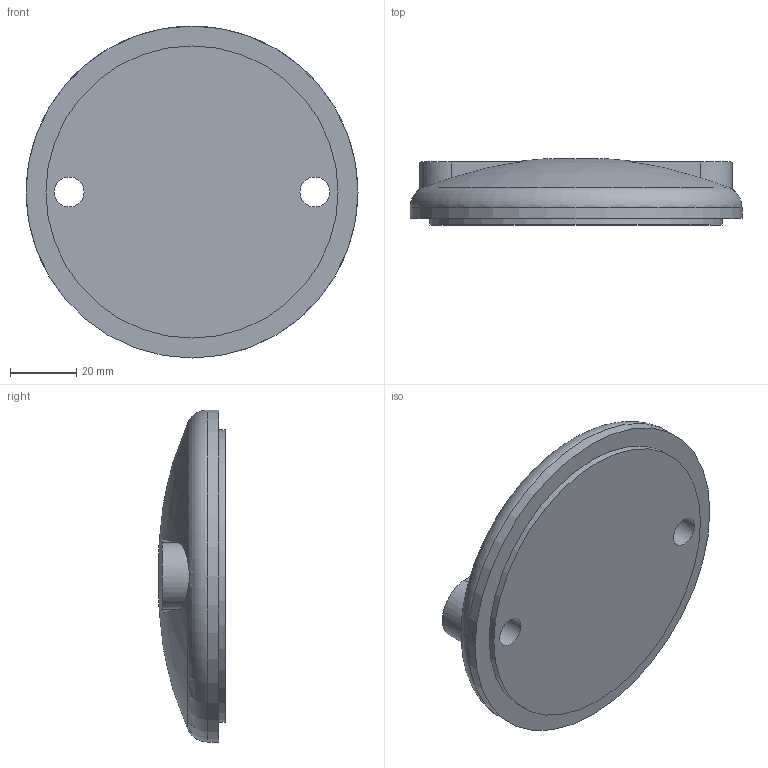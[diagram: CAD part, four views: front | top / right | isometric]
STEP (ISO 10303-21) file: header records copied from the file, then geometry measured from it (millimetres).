
FILE_DESCRIPTION( ( 'STEP AP214' ), '1' );
FILE_NAME( 'K0423.6100.stp', '2020-12-07T14:46:10', ( '' ), ( '' ), ' ', 'PARTsolutions', ' ' );
FILE_SCHEMA( ( 'AUTOMOTIVE_DESIGN { 1 0 10303 214 1 1 1 1 }' ) );
Length unit declared in the file: millimetre
Products named in the file (1): _K0423.6100
Bounding box: 100 x 20 x 100 mm (x, y, z)
Volume: 113812.7 mm3; surface area: 20932.5 mm2
Topology: 1 solids, 1 shells, 22 faces, 49 edges, 31 vertices
Faces by surface type: plane 10, cylinder 7, cone 3, torus 1, bspline 1
Full cylindrical faces by diameter (mm): 9 x2, 15 x1, 88 x1, 100 x1
Entity records: 853 total; most frequent: CARTESIAN_POINT 214, DIRECTION 92, ORIENTED_EDGE 76, AXIS2_PLACEMENT_3D 42, EDGE_LOOP 38, EDGE_CURVE 38, VERTEX_POINT 30, FACE_OUTER_BOUND 29
